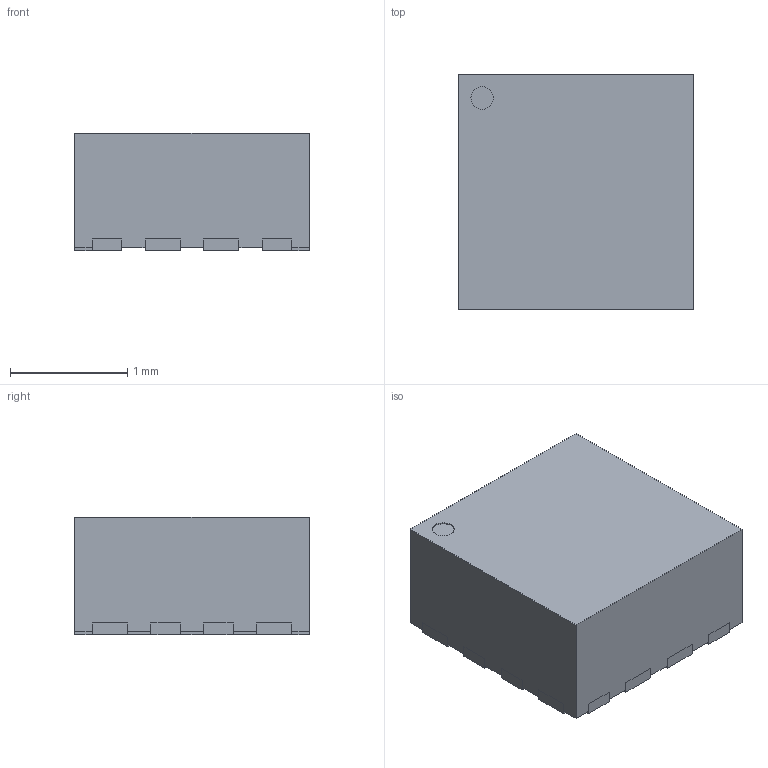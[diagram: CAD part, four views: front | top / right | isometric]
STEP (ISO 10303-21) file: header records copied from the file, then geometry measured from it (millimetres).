
FILE_DESCRIPTION(/* description */ (''),/* implementation_level */ '2;1');
FILE_NAME(/* name */ 'TI_LM73100_RPW.step',/* time_stamp */ '2021-09-23T20:08:46+01:00',/* author */ (''),/* organization */ (''),/* preprocessor_version */ 'ST-DEVELOPER v18.1',/* originating_system */ 'Autodesk Translation Framework v10.10.0.1391',/* authorisation */ '');
FILE_SCHEMA (('AUTOMOTIVE_DESIGN { 1 0 10303 214 3 1 1 }'));
Length unit declared in the file: millimetre
Products named in the file (3): TI_LM73100_RPW; FRAME; MOLD
Assembly tree (2 placements, depth 2):
  TI_LM73100_RPW
    FRAME
    MOLD
Bounding box: 2 x 2 x 1 mm (x, y, z)
Volume: 4 mm3; surface area: 23.1 mm2
Topology: 11 solids, 11 shells, 132 faces, 327 edges, 218 vertices
Faces by surface type: plane 117, cylinder 15
Full cylindrical faces by diameter (mm): 0.19 x1
Entity records: 3974 total; most frequent: CARTESIAN_POINT 682, ORIENTED_EDGE 654, DIRECTION 631, EDGE_CURVE 327, LINE 297, VECTOR 297, VERTEX_POINT 218, AXIS2_PLACEMENT_3D 167
